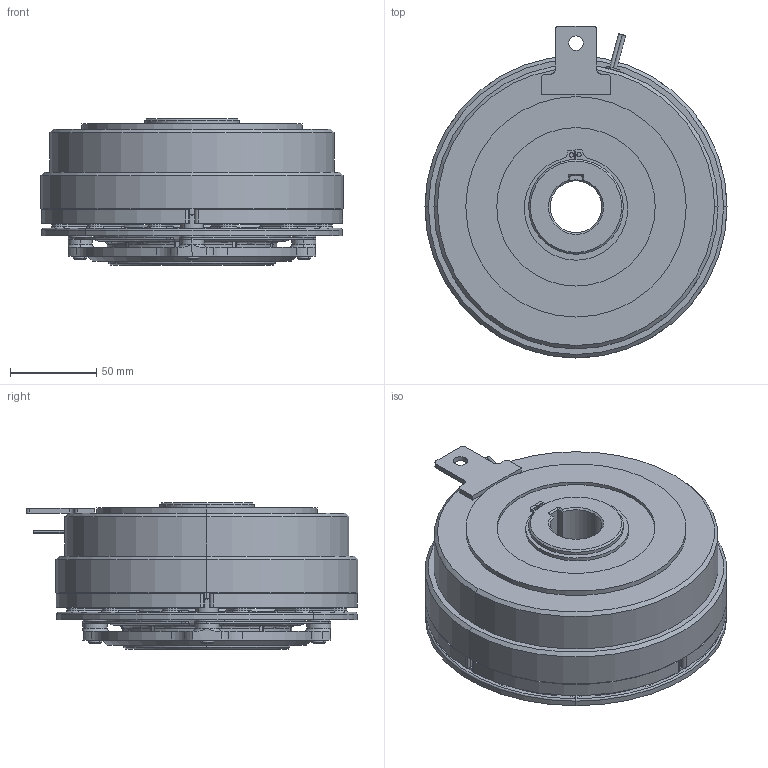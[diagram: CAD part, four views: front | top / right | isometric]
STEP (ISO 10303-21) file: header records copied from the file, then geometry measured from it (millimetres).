
FILE_DESCRIPTION (( 'STEP AP203' ), '1' );
FILE_NAME ('MSC10T.STEP', '2017-06-19T07:28:10', ( '新井重治' ), ( '小倉クラッチ' ), 'SwSTEP 2.0', 'SolidWorks 2009', '' );
FILE_SCHEMA (( 'CONFIG_CONTROL_DESIGN' ));
Length unit declared in the file: millimetre
Products named in the file (1): MSC10T
Bounding box: 175.4 x 192.7 x 85 mm (x, y, z)
Volume: 1335822.2 mm3; surface area: 217579.1 mm2
Topology: 3 solids, 27 shells, 1535 faces, 3854 edges, 2432 vertices
Faces by surface type: cylinder 852, plane 406, torus 218, cone 59
Entity records: 48854 total; most frequent: CARTESIAN_POINT 10530, DIRECTION 8691, ORIENTED_EDGE 7692, EDGE_CURVE 3846, AXIS2_PLACEMENT_3D 3661, VERTEX_POINT 2432, CIRCLE 2125, EDGE_LOOP 1792
